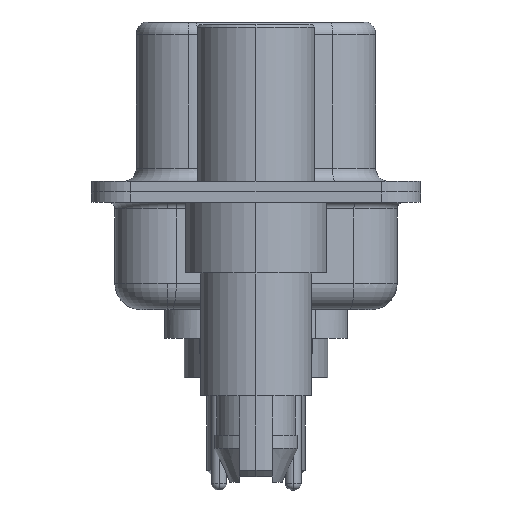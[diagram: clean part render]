
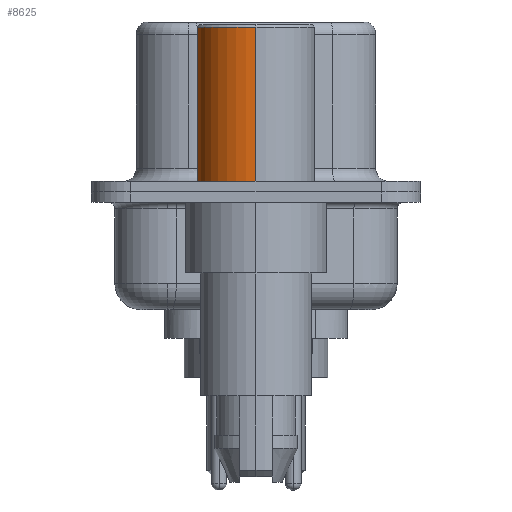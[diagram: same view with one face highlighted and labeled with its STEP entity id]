
A CAD part, left-side view. The second image highlights one B-rep face of the part: STEP entity #8625.
In plain terms, the highlighted cylindrical face has radius 2.25 mm (diameter 4.5 mm), a partial arc.
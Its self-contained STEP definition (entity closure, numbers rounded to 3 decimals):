
#488 = ORIENTED_EDGE ( 'NONE', *, *, #12427, .T. ) ;
#595 = VERTEX_POINT ( 'NONE', #7295 ) ;
#1148 = CARTESIAN_POINT ( 'NONE',  ( 0., 0., 0.581 ) ) ;
#1649 = VERTEX_POINT ( 'NONE', #12413 ) ;
#2465 = DIRECTION ( 'NONE',  ( 1., 0., 0. ) ) ;
#2639 = CARTESIAN_POINT ( 'NONE',  ( -2.25, 0., 0.581 ) ) ;
#3634 = EDGE_LOOP ( 'NONE', ( #10627, #488, #16027, #5246 ) ) ;
#3833 = DIRECTION ( 'NONE',  ( 0., 0., 1. ) ) ;
#4284 = VERTEX_POINT ( 'NONE', #5172 ) ;
#5066 = AXIS2_PLACEMENT_3D ( 'NONE', #6727, #16156, #8095 ) ;
#5172 = CARTESIAN_POINT ( 'NONE',  ( -2.25, 0., 0.4 ) ) ;
#5176 = CIRCLE ( 'NONE', #5066, 2.25 ) ;
#5246 = ORIENTED_EDGE ( 'NONE', *, *, #12450, .F. ) ;
#5901 = FACE_OUTER_BOUND ( 'NONE', #3634, .T. ) ;
#6727 = CARTESIAN_POINT ( 'NONE',  ( 0., 0., 6.3 ) ) ;
#6773 = DIRECTION ( 'NONE',  ( 0., 0., 1. ) ) ;
#6799 = CARTESIAN_POINT ( 'NONE',  ( 2.25, 0., 6.3 ) ) ;
#6827 = DIRECTION ( 'NONE',  ( 0., 0., 1. ) ) ;
#6884 = AXIS2_PLACEMENT_3D ( 'NONE', #14906, #6773, #16211 ) ;
#7284 = VERTEX_POINT ( 'NONE', #6799 ) ;
#7295 = CARTESIAN_POINT ( 'NONE',  ( 2.25, 0., 0.4 ) ) ;
#7544 = VECTOR ( 'NONE', #6827, 1000. ) ;
#8095 = DIRECTION ( 'NONE',  ( 1., 0., 0. ) ) ;
#8625 = ADVANCED_FACE ( 'NONE', ( #5901 ), #12811, .T. ) ;
#10627 = ORIENTED_EDGE ( 'NONE', *, *, #12400, .T. ) ;
#11224 = VECTOR ( 'NONE', #17448, 1000. ) ;
#11629 = AXIS2_PLACEMENT_3D ( 'NONE', #1148, #3833, #2465 ) ;
#11684 = CIRCLE ( 'NONE', #6884, 2.25 ) ;
#12357 = EDGE_CURVE ( 'NONE', #7284, #1649, #5176, .T. ) ;
#12400 = EDGE_CURVE ( 'NONE', #595, #4284, #11684, .T. ) ;
#12413 = CARTESIAN_POINT ( 'NONE',  ( -2.25, 0., 6.3 ) ) ;
#12427 = EDGE_CURVE ( 'NONE', #4284, #1649, #14739, .T. ) ;
#12450 = EDGE_CURVE ( 'NONE', #595, #7284, #15135, .T. ) ;
#12811 = CYLINDRICAL_SURFACE ( 'NONE', #11629, 2.25 ) ;
#14739 = LINE ( 'NONE', #2639, #11224 ) ;
#14906 = CARTESIAN_POINT ( 'NONE',  ( 0., 0., 0.4 ) ) ;
#15135 = LINE ( 'NONE', #16259, #7544 ) ;
#16027 = ORIENTED_EDGE ( 'NONE', *, *, #12357, .F. ) ;
#16156 = DIRECTION ( 'NONE',  ( 0., 0., 1. ) ) ;
#16211 = DIRECTION ( 'NONE',  ( 1., 0., 0. ) ) ;
#16259 = CARTESIAN_POINT ( 'NONE',  ( 2.25, 0., 0.581 ) ) ;
#17448 = DIRECTION ( 'NONE',  ( 0., 0., 1. ) ) ;
